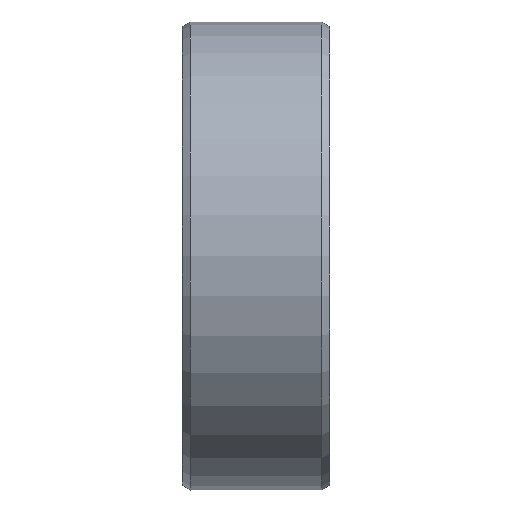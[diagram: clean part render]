
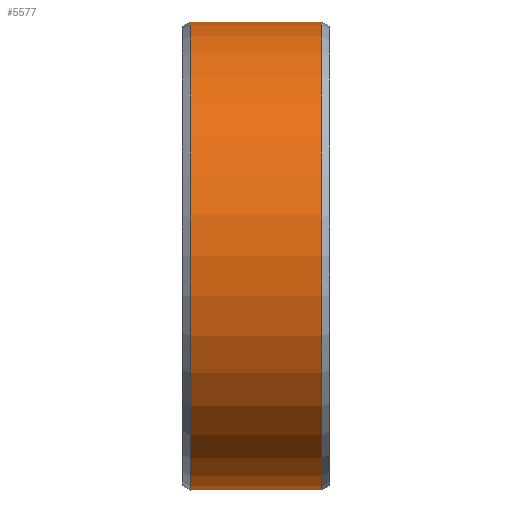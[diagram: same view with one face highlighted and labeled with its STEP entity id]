
A CAD part, top view. The second image highlights one B-rep face of the part: STEP entity #5577.
In plain terms, the highlighted cylindrical face has radius 17.5 mm (diameter 35 mm), a partial arc.
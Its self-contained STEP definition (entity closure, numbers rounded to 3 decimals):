
#5232=CARTESIAN_POINT('',(-4.9,0.,0.));
#5233=DIRECTION('',(1.,0.,0.));
#5234=DIRECTION('',(0.,1.,0.));
#5235=AXIS2_PLACEMENT_3D('',#5232,#5233,#5234);
#5237=CARTESIAN_POINT('',(-4.9,0.,0.));
#5238=DIRECTION('',(1.,0.,0.));
#5239=DIRECTION('',(0.,0.,1.));
#5240=AXIS2_PLACEMENT_3D('',#5237,#5238,#5239);
#5246=DIRECTION('',(-1.,0.,0.));
#5247=VECTOR('',#5246,9.8);
#5248=CARTESIAN_POINT('',(4.9,-17.5,0.));
#5249=LINE('',#5248,#5247);
#5250=CARTESIAN_POINT('',(4.9,0.,0.));
#5251=DIRECTION('',(-1.,0.,0.));
#5252=DIRECTION('',(0.,-1.,0.));
#5253=AXIS2_PLACEMENT_3D('',#5250,#5251,#5252);
#5255=CARTESIAN_POINT('',(4.9,0.,0.));
#5256=DIRECTION('',(-1.,0.,0.));
#5257=DIRECTION('',(0.,0.,1.));
#5258=AXIS2_PLACEMENT_3D('',#5255,#5256,#5257);
#5308=DIRECTION('',(-1.,0.,0.));
#5309=VECTOR('',#5308,9.8);
#5310=CARTESIAN_POINT('',(4.9,17.5,0.));
#5311=LINE('',#5310,#5309);
#5488=CARTESIAN_POINT('',(4.9,17.5,0.));
#5489=VERTEX_POINT('',#5488);
#5491=CARTESIAN_POINT('',(4.9,-17.5,0.));
#5493=VERTEX_POINT('',#5491);
#5494=CARTESIAN_POINT('',(4.9,0.,17.5));
#5495=VERTEX_POINT('',#5494);
#5496=CARTESIAN_POINT('',(-4.9,-17.5,0.));
#5497=VERTEX_POINT('',#5496);
#5498=CARTESIAN_POINT('',(-4.9,0.,17.5));
#5499=VERTEX_POINT('',#5498);
#5500=CARTESIAN_POINT('',(-4.9,17.5,0.));
#5501=VERTEX_POINT('',#5500);
#5560=CARTESIAN_POINT('',(-5.5,0.,0.));
#5561=DIRECTION('',(1.,0.,0.));
#5562=DIRECTION('',(0.,-1.,0.));
#5563=AXIS2_PLACEMENT_3D('',#5560,#5561,#5562);
#5564=CYLINDRICAL_SURFACE('',#5563,17.5);
#5566=ORIENTED_EDGE('',*,*,#5565,.F.);
#5568=ORIENTED_EDGE('',*,*,#5567,.F.);
#5570=ORIENTED_EDGE('',*,*,#5569,.T.);
#5571=ORIENTED_EDGE('',*,*,#5554,.F.);
#5572=ORIENTED_EDGE('',*,*,#5552,.F.);
#5574=ORIENTED_EDGE('',*,*,#5573,.F.);
#5575=EDGE_LOOP('',(#5566,#5568,#5570,#5571,#5572,#5574));
#5576=FACE_OUTER_BOUND('',#5575,.F.);
#5236=CIRCLE('',#5235,17.5);
#5241=CIRCLE('',#5240,17.5);
#5254=CIRCLE('',#5253,17.5);
#5259=CIRCLE('',#5258,17.5);
#5552=EDGE_CURVE('',#5501,#5499,#5236,.T.);
#5554=EDGE_CURVE('',#5499,#5497,#5241,.T.);
#5565=EDGE_CURVE('',#5495,#5489,#5259,.T.);
#5567=EDGE_CURVE('',#5493,#5495,#5254,.T.);
#5569=EDGE_CURVE('',#5493,#5497,#5249,.T.);
#5573=EDGE_CURVE('',#5489,#5501,#5311,.T.);
#5577=ADVANCED_FACE('',(#5576),#5564,.T.);
